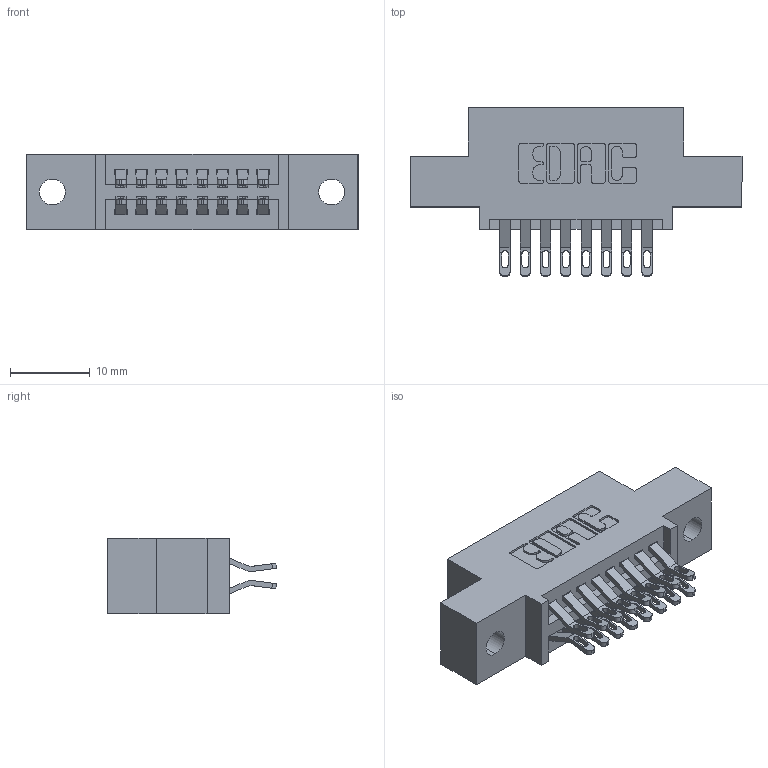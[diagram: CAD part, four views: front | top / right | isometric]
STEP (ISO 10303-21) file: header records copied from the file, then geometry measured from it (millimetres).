
FILE_DESCRIPTION (( 'STEP AP203' ), '1' );
FILE_NAME ('345-016-555-502.STEP', '2019-10-27T04:40:43', ( '' ), ( '' ), 'SwSTEP 2.0', 'SolidWorks 2016', '' );
FILE_SCHEMA (( 'CONFIG_CONTROL_DESIGN' ));
Length unit declared in the file: inch
Products named in the file (3): 345-016-555-502; 345-292-001_555 Tail; 345 Part_0.110 Offset - 0.128 Dia
Assembly tree (17 placements, depth 2):
  345-016-555-502
    345 Part_0.110 Offset - 0.128 Dia
    345-292-001_555 Tail  x16
Bounding box: 41.53 x 21.13 x 9.4 mm (x, y, z)
Volume: 3654.9 mm3; surface area: 4725.6 mm2
Topology: 17 solids, 17 shells, 1026 faces, 3185 edges, 2122 vertices
Faces by surface type: plane 580, cylinder 446
Entity records: 11315 total; most frequent: CARTESIAN_POINT 1966, ORIENTED_EDGE 1870, DIRECTION 1743, EDGE_CURVE 935, LINE 751, VECTOR 751, VERTEX_POINT 622, AXIS2_PLACEMENT_3D 496
